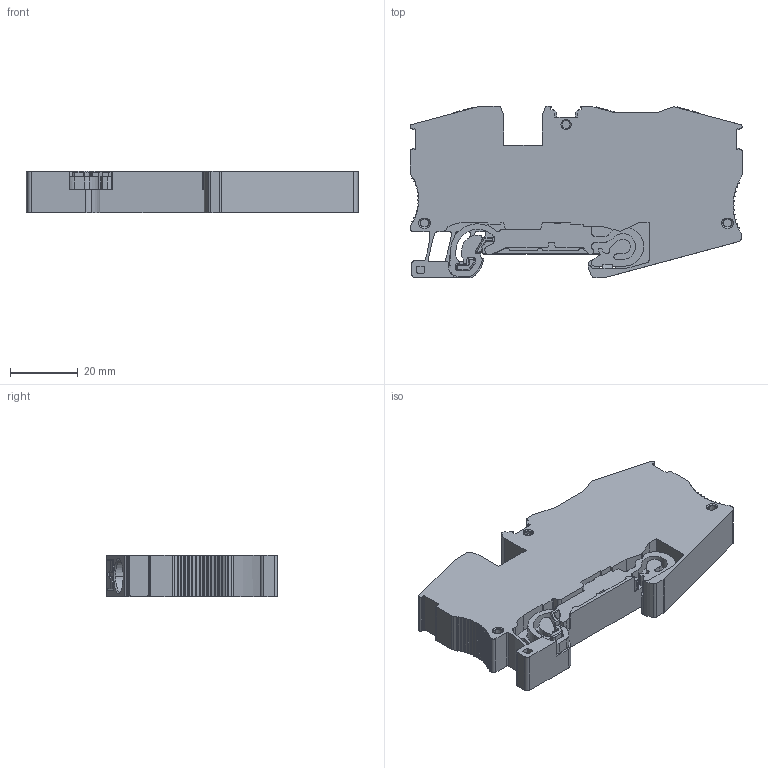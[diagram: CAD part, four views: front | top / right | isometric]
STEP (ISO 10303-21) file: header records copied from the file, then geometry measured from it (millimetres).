
FILE_DESCRIPTION((''),'2;1');
FILE_NAME('UJ6-16£¯1¡Á2JD','2023-06-26T',('Administrator'),(''),'PRO/ENGINEER BY PARAMETRIC TECHNOLOGY CORPORATION, 2013230','PRO/ENGINEER BY PARAMETRIC TECHNOLOGY CORPORATION, 2013230','');
FILE_SCHEMA(('CONFIG_CONTROL_DESIGN'));
Length unit declared in the file: millimetre
Products named in the file (1): UJ6-16ㄞ1℅2JD
Bounding box: 98 x 50.6 x 12.2 mm (x, y, z)
Volume: 39497.2 mm3; surface area: 20356.1 mm2
Topology: 1 solids, 1 shells, 934 faces, 2646 edges, 1717 vertices
Faces by surface type: plane 596, cylinder 259, cone 44, bspline 26, torus 5, extrusion 2, sphere 2
Entity records: 33126 total; most frequent: CARTESIAN_POINT 6881, ORIENTED_EDGE 5288, DIRECTION 4956, EDGE_CURVE 2644, VECTOR 1976, LINE 1974, VERTEX_POINT 1717, AXIS2_PLACEMENT_3D 1490
